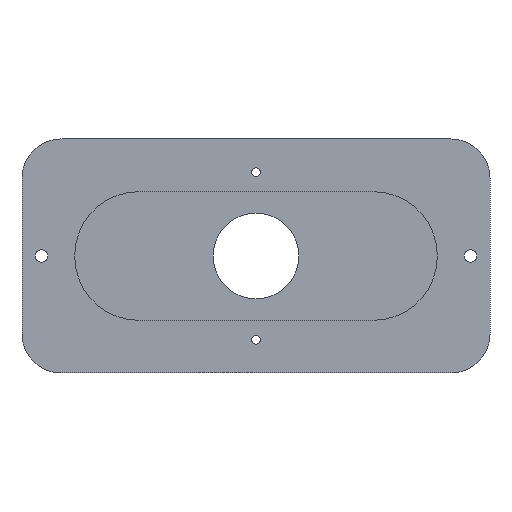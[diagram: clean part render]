
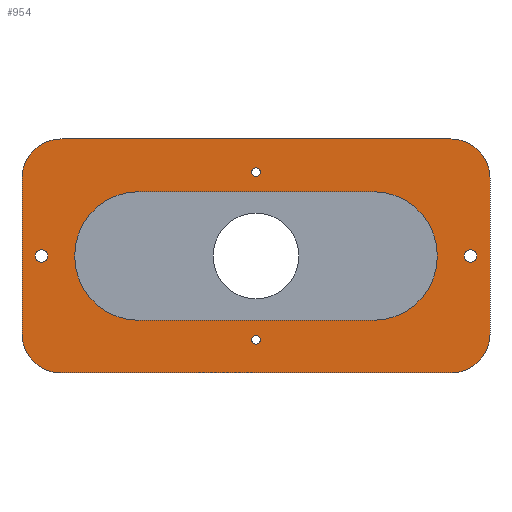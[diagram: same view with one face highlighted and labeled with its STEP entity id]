
A CAD part, front view. The second image highlights one B-rep face of the part: STEP entity #954.
In plain terms, the highlighted planar face has unit normal (0, -1, 0).
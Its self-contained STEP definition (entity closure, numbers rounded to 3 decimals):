
#231=DIRECTION('',(1.,0.,0.));
#232=VECTOR('',#231,60.);
#233=CARTESIAN_POINT('',(-30.,-3.,16.5));
#234=LINE('',#233,#232);
#235=CARTESIAN_POINT('',(-30.,-3.,0.));
#236=DIRECTION('',(0.,1.,0.));
#237=DIRECTION('',(0.,0.,-1.));
#238=AXIS2_PLACEMENT_3D('',#235,#236,#237);
#240=DIRECTION('',(-1.,0.,0.));
#241=VECTOR('',#240,60.);
#242=CARTESIAN_POINT('',(30.,-3.,-16.5));
#243=LINE('',#242,#241);
#244=CARTESIAN_POINT('',(30.,-3.,0.));
#245=DIRECTION('',(0.,1.,0.));
#246=DIRECTION('',(0.,0.,1.));
#247=AXIS2_PLACEMENT_3D('',#244,#245,#246);
#249=CARTESIAN_POINT('',(-55.,-3.,0.));
#250=DIRECTION('',(0.,1.,0.));
#251=DIRECTION('',(1.,0.,0.));
#252=AXIS2_PLACEMENT_3D('',#249,#250,#251);
#254=CARTESIAN_POINT('',(-55.,-3.,0.));
#255=DIRECTION('',(0.,1.,0.));
#256=DIRECTION('',(-1.,0.,0.));
#257=AXIS2_PLACEMENT_3D('',#254,#255,#256);
#259=CARTESIAN_POINT('',(55.,-3.,0.));
#260=DIRECTION('',(0.,1.,0.));
#261=DIRECTION('',(1.,0.,0.));
#262=AXIS2_PLACEMENT_3D('',#259,#260,#261);
#264=CARTESIAN_POINT('',(55.,-3.,0.));
#265=DIRECTION('',(0.,1.,0.));
#266=DIRECTION('',(-1.,0.,0.));
#267=AXIS2_PLACEMENT_3D('',#264,#265,#266);
#269=CARTESIAN_POINT('',(0.,-3.,21.5));
#270=DIRECTION('',(0.,1.,0.));
#271=DIRECTION('',(1.,0.,0.));
#272=AXIS2_PLACEMENT_3D('',#269,#270,#271);
#274=CARTESIAN_POINT('',(0.,-3.,21.5));
#275=DIRECTION('',(0.,1.,0.));
#276=DIRECTION('',(-1.,0.,0.));
#277=AXIS2_PLACEMENT_3D('',#274,#275,#276);
#279=CARTESIAN_POINT('',(0.,-3.,-21.5));
#280=DIRECTION('',(0.,1.,0.));
#281=DIRECTION('',(1.,0.,0.));
#282=AXIS2_PLACEMENT_3D('',#279,#280,#281);
#284=CARTESIAN_POINT('',(0.,-3.,-21.5));
#285=DIRECTION('',(0.,1.,0.));
#286=DIRECTION('',(-1.,0.,0.));
#287=AXIS2_PLACEMENT_3D('',#284,#285,#286);
#289=DIRECTION('',(0.,0.,1.));
#290=VECTOR('',#289,40.);
#291=CARTESIAN_POINT('',(-60.,-3.,-20.));
#292=LINE('',#291,#290);
#301=CARTESIAN_POINT('',(-50.,-3.,-20.));
#302=DIRECTION('',(0.,-1.,0.));
#303=DIRECTION('',(-1.,0.,0.));
#304=AXIS2_PLACEMENT_3D('',#301,#302,#303);
#306=DIRECTION('',(-1.,0.,0.));
#307=VECTOR('',#306,100.);
#308=CARTESIAN_POINT('',(50.,-3.,-30.));
#309=LINE('',#308,#307);
#330=CARTESIAN_POINT('',(50.,-3.,-20.));
#331=DIRECTION('',(0.,-1.,0.));
#332=DIRECTION('',(0.,0.,-1.));
#333=AXIS2_PLACEMENT_3D('',#330,#331,#332);
#335=DIRECTION('',(0.,0.,-1.));
#336=VECTOR('',#335,40.);
#337=CARTESIAN_POINT('',(60.,-3.,20.));
#338=LINE('',#337,#336);
#347=CARTESIAN_POINT('',(50.,-3.,20.));
#348=DIRECTION('',(0.,-1.,0.));
#349=DIRECTION('',(1.,0.,0.));
#350=AXIS2_PLACEMENT_3D('',#347,#348,#349);
#352=DIRECTION('',(1.,0.,0.));
#353=VECTOR('',#352,100.);
#354=CARTESIAN_POINT('',(-50.,-3.,30.));
#355=LINE('',#354,#353);
#376=CARTESIAN_POINT('',(-50.,-3.,20.));
#377=DIRECTION('',(0.,-1.,0.));
#378=DIRECTION('',(0.,0.,1.));
#379=AXIS2_PLACEMENT_3D('',#376,#377,#378);
#537=CARTESIAN_POINT('',(-30.,-3.,16.5));
#538=CARTESIAN_POINT('',(30.,-3.,16.5));
#539=VERTEX_POINT('',#537);
#540=VERTEX_POINT('',#538);
#541=CARTESIAN_POINT('',(30.,-3.,-16.5));
#542=VERTEX_POINT('',#541);
#543=CARTESIAN_POINT('',(-30.,-3.,-16.5));
#544=VERTEX_POINT('',#543);
#553=CARTESIAN_POINT('',(-60.,-3.,-20.));
#554=CARTESIAN_POINT('',(-60.,-3.,20.));
#555=VERTEX_POINT('',#553);
#556=VERTEX_POINT('',#554);
#557=CARTESIAN_POINT('',(-50.,-3.,30.));
#558=CARTESIAN_POINT('',(50.,-3.,30.));
#559=VERTEX_POINT('',#557);
#560=VERTEX_POINT('',#558);
#561=CARTESIAN_POINT('',(60.,-3.,20.));
#562=CARTESIAN_POINT('',(60.,-3.,-20.));
#563=VERTEX_POINT('',#561);
#564=VERTEX_POINT('',#562);
#565=CARTESIAN_POINT('',(50.,-3.,-30.));
#566=CARTESIAN_POINT('',(-50.,-3.,-30.));
#567=VERTEX_POINT('',#565);
#568=VERTEX_POINT('',#566);
#573=CARTESIAN_POINT('',(-53.4,-3.,0.));
#574=CARTESIAN_POINT('',(-56.6,-3.,0.));
#575=VERTEX_POINT('',#573);
#576=VERTEX_POINT('',#574);
#581=CARTESIAN_POINT('',(56.6,-3.,0.));
#582=CARTESIAN_POINT('',(53.4,-3.,0.));
#583=VERTEX_POINT('',#581);
#584=VERTEX_POINT('',#582);
#593=CARTESIAN_POINT('',(1.1,-3.,21.5));
#594=CARTESIAN_POINT('',(-1.1,-3.,21.5));
#595=VERTEX_POINT('',#593);
#596=VERTEX_POINT('',#594);
#601=CARTESIAN_POINT('',(1.1,-3.,-21.5));
#602=CARTESIAN_POINT('',(-1.1,-3.,-21.5));
#603=VERTEX_POINT('',#601);
#604=VERTEX_POINT('',#602);
#901=CARTESIAN_POINT('',(0.,-3.,0.));
#902=DIRECTION('',(0.,1.,0.));
#903=DIRECTION('',(1.,0.,0.));
#904=AXIS2_PLACEMENT_3D('',#901,#902,#903);
#905=PLANE('',#904);
#907=ORIENTED_EDGE('',*,*,#906,.T.);
#909=ORIENTED_EDGE('',*,*,#908,.F.);
#911=ORIENTED_EDGE('',*,*,#910,.T.);
#913=ORIENTED_EDGE('',*,*,#912,.F.);
#915=ORIENTED_EDGE('',*,*,#914,.T.);
#917=ORIENTED_EDGE('',*,*,#916,.F.);
#919=ORIENTED_EDGE('',*,*,#918,.T.);
#921=ORIENTED_EDGE('',*,*,#920,.F.);
#922=EDGE_LOOP('',(#907,#909,#911,#913,#915,#917,#919,#921));
#923=FACE_OUTER_BOUND('',#922,.F.);
#924=ORIENTED_EDGE('',*,*,#853,.F.);
#925=ORIENTED_EDGE('',*,*,#868,.F.);
#926=ORIENTED_EDGE('',*,*,#882,.F.);
#927=ORIENTED_EDGE('',*,*,#895,.F.);
#928=EDGE_LOOP('',(#924,#925,#926,#927));
#929=FACE_BOUND('',#928,.F.);
#931=ORIENTED_EDGE('',*,*,#930,.F.);
#933=ORIENTED_EDGE('',*,*,#932,.F.);
#934=EDGE_LOOP('',(#931,#933));
#935=FACE_BOUND('',#934,.F.);
#937=ORIENTED_EDGE('',*,*,#936,.F.);
#939=ORIENTED_EDGE('',*,*,#938,.F.);
#940=EDGE_LOOP('',(#937,#939));
#941=FACE_BOUND('',#940,.F.);
#943=ORIENTED_EDGE('',*,*,#942,.F.);
#945=ORIENTED_EDGE('',*,*,#944,.F.);
#946=EDGE_LOOP('',(#943,#945));
#947=FACE_BOUND('',#946,.F.);
#949=ORIENTED_EDGE('',*,*,#948,.F.);
#951=ORIENTED_EDGE('',*,*,#950,.F.);
#952=EDGE_LOOP('',(#949,#951));
#953=FACE_BOUND('',#952,.F.);
#954=ADVANCED_FACE('',(#923,#929,#935,#941,#947,#953),#905,.F.);
#239=CIRCLE('',#238,16.5);
#248=CIRCLE('',#247,16.5);
#253=CIRCLE('',#252,1.6);
#258=CIRCLE('',#257,1.6);
#263=CIRCLE('',#262,1.6);
#268=CIRCLE('',#267,1.6);
#273=CIRCLE('',#272,1.1);
#278=CIRCLE('',#277,1.1);
#283=CIRCLE('',#282,1.1);
#288=CIRCLE('',#287,1.1);
#305=CIRCLE('',#304,10.);
#334=CIRCLE('',#333,10.);
#351=CIRCLE('',#350,10.);
#380=CIRCLE('',#379,10.);
#853=EDGE_CURVE('',#539,#540,#234,.T.);
#868=EDGE_CURVE('',#544,#539,#239,.T.);
#882=EDGE_CURVE('',#542,#544,#243,.T.);
#895=EDGE_CURVE('',#540,#542,#248,.T.);
#906=EDGE_CURVE('',#555,#556,#292,.T.);
#908=EDGE_CURVE('',#559,#556,#380,.T.);
#910=EDGE_CURVE('',#559,#560,#355,.T.);
#912=EDGE_CURVE('',#563,#560,#351,.T.);
#914=EDGE_CURVE('',#563,#564,#338,.T.);
#916=EDGE_CURVE('',#567,#564,#334,.T.);
#918=EDGE_CURVE('',#567,#568,#309,.T.);
#920=EDGE_CURVE('',#555,#568,#305,.T.);
#930=EDGE_CURVE('',#575,#576,#253,.T.);
#932=EDGE_CURVE('',#576,#575,#258,.T.);
#936=EDGE_CURVE('',#583,#584,#263,.T.);
#938=EDGE_CURVE('',#584,#583,#268,.T.);
#942=EDGE_CURVE('',#595,#596,#273,.T.);
#944=EDGE_CURVE('',#596,#595,#278,.T.);
#948=EDGE_CURVE('',#603,#604,#283,.T.);
#950=EDGE_CURVE('',#604,#603,#288,.T.);
